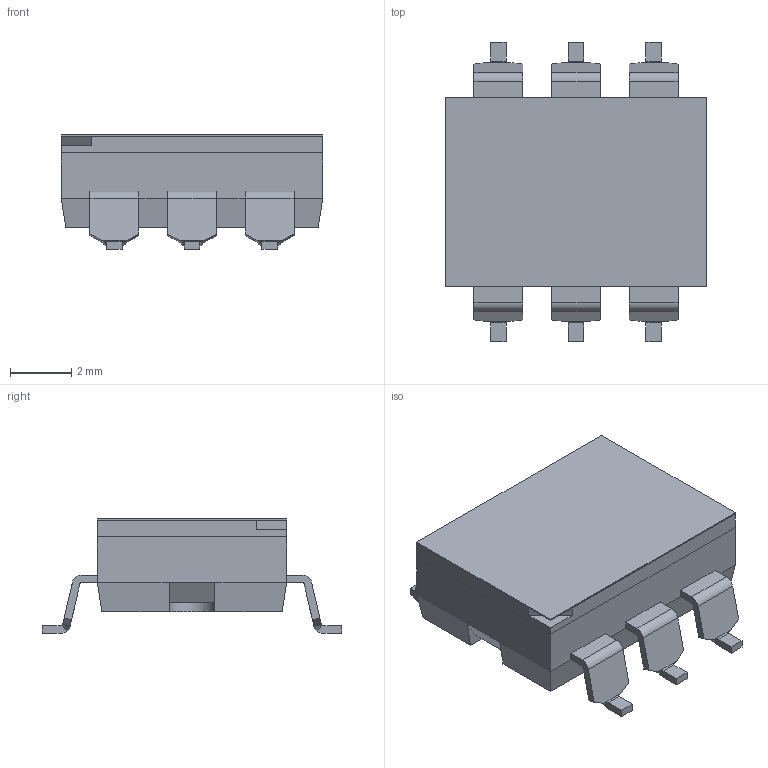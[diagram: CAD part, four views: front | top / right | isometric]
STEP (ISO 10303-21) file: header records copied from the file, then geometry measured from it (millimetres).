
FILE_DESCRIPTION( ( 'Unknown' ), '1' );
FILE_NAME( '418121160803A.stp', 'Unknown', ( 'Unknown' ), ( 'Unknown' ), 'PSStep 17.0.49', 'Unknown', ' ' );
FILE_SCHEMA( ( 'AUTOMOTIVE_DESIGN { 1 0 10303 214 1 1 1 1 }' ) );
Length unit declared in the file: millimetre
Products named in the file (8): Assem1; Actuator; Contact; Base 03; Cover 03; Tape 03; Terminal_front; Terminal_back
Assembly tree (15 placements, depth 2):
  Assem1
    Actuator  x3
    Contact  x3
    Base 03
    Cover 03
    Tape 03
    Terminal_front  x3
    Terminal_back  x3
Bounding box: 8.56 x 9.79 x 3.74 mm (x, y, z)
Volume: 143.9 mm3; surface area: 713.1 mm2
Topology: 15 solids, 15 shells, 566 faces, 1545 edges, 1011 vertices
Faces by surface type: plane 464, cylinder 80, bspline 12, extrusion 10
Full cylindrical faces by diameter (mm): 0.45 x6, 0.5 x12, 1.9 x1
Entity records: 13187 total; most frequent: CARTESIAN_POINT 2505, ORIENTED_EDGE 1722, DIRECTION 1471, EDGE_CURVE 861, VECTOR 667, LINE 657, VERTEX_POINT 564, AXIS2_PLACEMENT_3D 402
